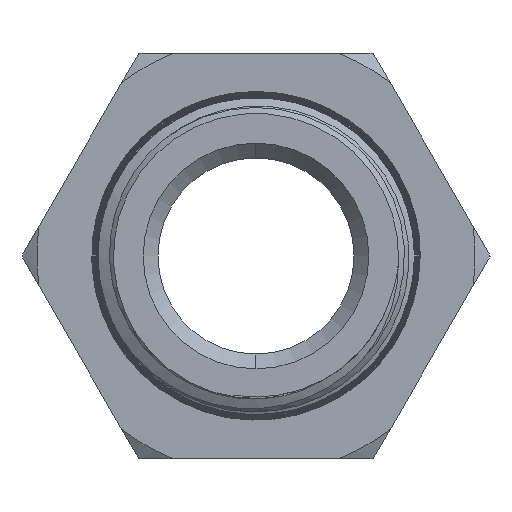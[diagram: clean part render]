
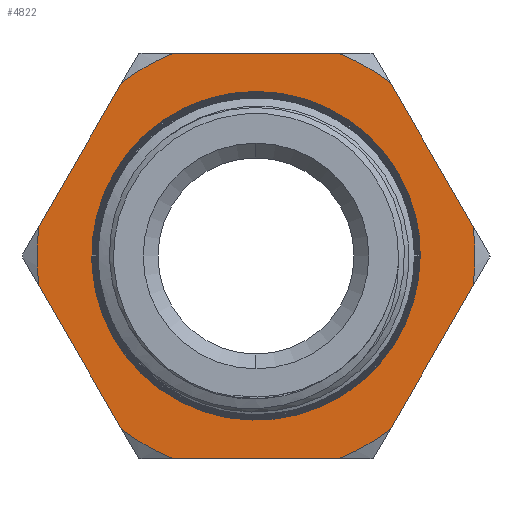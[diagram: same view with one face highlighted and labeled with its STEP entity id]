
A CAD part, left-side view. The second image highlights one B-rep face of the part: STEP entity #4822.
In plain terms, the highlighted planar face has unit normal (-1, 0, 0).
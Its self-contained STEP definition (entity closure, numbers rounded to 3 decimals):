
#277=CARTESIAN_POINT('',(-5.,0.,0.));
#278=DIRECTION('',(-1.,0.,0.));
#279=DIRECTION('',(0.,0.991,0.136));
#280=AXIS2_PLACEMENT_3D('',#277,#278,#279);
#303=CARTESIAN_POINT('',(-5.,0.,0.));
#304=DIRECTION('',(-1.,0.,0.));
#305=DIRECTION('',(0.,-0.991,-0.136));
#306=AXIS2_PLACEMENT_3D('',#303,#304,#305);
#423=CARTESIAN_POINT('',(-5.,0.,0.));
#424=DIRECTION('',(-1.,0.,0.));
#425=DIRECTION('',(0.,1.,0.));
#426=AXIS2_PLACEMENT_3D('',#423,#424,#425);
#428=CARTESIAN_POINT('',(-5.,0.,0.));
#429=DIRECTION('',(1.,0.,0.));
#430=DIRECTION('',(0.,1.,0.));
#431=AXIS2_PLACEMENT_3D('',#428,#429,#430);
#433=DIRECTION('',(0.,0.5,-0.866));
#434=VECTOR('',#433,16.725);
#435=CARTESIAN_POINT('',(-5.,13.572,17.492));
#436=LINE('',#435,#434);
#437=CARTESIAN_POINT('',(-5.,0.,0.));
#438=DIRECTION('',(-1.,0.,0.));
#439=DIRECTION('',(0.,0.378,0.926));
#440=AXIS2_PLACEMENT_3D('',#437,#438,#439);
#442=DIRECTION('',(0.,1.,0.));
#443=VECTOR('',#442,16.725);
#444=CARTESIAN_POINT('',(-5.,-8.362,20.5));
#445=LINE('',#444,#443);
#446=CARTESIAN_POINT('',(-5.,0.,0.));
#447=DIRECTION('',(-1.,0.,0.));
#448=DIRECTION('',(0.,-0.613,0.79));
#449=AXIS2_PLACEMENT_3D('',#446,#447,#448);
#451=DIRECTION('',(0.,0.5,0.866));
#452=VECTOR('',#451,16.725);
#453=CARTESIAN_POINT('',(-5.,-21.935,3.008));
#454=LINE('',#453,#452);
#455=DIRECTION('',(0.,-0.5,0.866));
#456=VECTOR('',#455,16.725);
#457=CARTESIAN_POINT('',(-5.,-13.572,-17.492));
#458=LINE('',#457,#456);
#459=CARTESIAN_POINT('',(-5.,0.,0.));
#460=DIRECTION('',(-1.,0.,0.));
#461=DIRECTION('',(0.,-0.378,-0.926));
#462=AXIS2_PLACEMENT_3D('',#459,#460,#461);
#464=DIRECTION('',(0.,-1.,0.));
#465=VECTOR('',#464,16.725);
#466=CARTESIAN_POINT('',(-5.,8.362,-20.5));
#467=LINE('',#466,#465);
#468=CARTESIAN_POINT('',(-5.,0.,0.));
#469=DIRECTION('',(-1.,0.,0.));
#470=DIRECTION('',(0.,0.613,-0.79));
#471=AXIS2_PLACEMENT_3D('',#468,#469,#470);
#473=DIRECTION('',(0.,-0.5,-0.866));
#474=VECTOR('',#473,16.725);
#475=CARTESIAN_POINT('',(-5.,21.935,-3.008));
#476=LINE('',#475,#474);
#4243=CARTESIAN_POINT('',(-5.,13.572,-17.492));
#4244=CARTESIAN_POINT('',(-5.,8.362,-20.5));
#4245=VERTEX_POINT('',#4243);
#4246=VERTEX_POINT('',#4244);
#4247=CARTESIAN_POINT('',(-5.,-8.362,-20.5));
#4248=CARTESIAN_POINT('',(-5.,-13.572,-17.492));
#4249=VERTEX_POINT('',#4247);
#4250=VERTEX_POINT('',#4248);
#4251=CARTESIAN_POINT('',(-5.,-13.572,17.492));
#4252=CARTESIAN_POINT('',(-5.,-8.362,20.5));
#4253=VERTEX_POINT('',#4251);
#4254=VERTEX_POINT('',#4252);
#4255=CARTESIAN_POINT('',(-5.,8.362,20.5));
#4256=CARTESIAN_POINT('',(-5.,13.572,17.492));
#4257=VERTEX_POINT('',#4255);
#4258=VERTEX_POINT('',#4256);
#4259=CARTESIAN_POINT('',(-5.,-21.935,-3.008));
#4260=VERTEX_POINT('',#4259);
#4261=CARTESIAN_POINT('',(-5.,-21.935,3.008));
#4262=VERTEX_POINT('',#4261);
#4263=CARTESIAN_POINT('',(-5.,21.935,3.008));
#4264=VERTEX_POINT('',#4263);
#4265=CARTESIAN_POINT('',(-5.,21.935,-3.008));
#4266=VERTEX_POINT('',#4265);
#4326=CARTESIAN_POINT('',(-5.,14.501,0.));
#4328=VERTEX_POINT('',#4326);
#4330=CARTESIAN_POINT('',(-5.,-14.501,0.));
#4332=VERTEX_POINT('',#4330);
#4795=CARTESIAN_POINT('',(-5.,0.,0.));
#4796=DIRECTION('',(-1.,0.,0.));
#4797=DIRECTION('',(0.,-1.,0.));
#4798=AXIS2_PLACEMENT_3D('',#4795,#4796,#4797);
#4799=PLANE('',#4798);
#4800=ORIENTED_EDGE('',*,*,#4621,.F.);
#4802=ORIENTED_EDGE('',*,*,#4801,.F.);
#4803=ORIENTED_EDGE('',*,*,#4605,.F.);
#4804=ORIENTED_EDGE('',*,*,#4712,.F.);
#4805=ORIENTED_EDGE('',*,*,#4682,.F.);
#4806=ORIENTED_EDGE('',*,*,#4743,.F.);
#4807=ORIENTED_EDGE('',*,*,#4666,.F.);
#4808=ORIENTED_EDGE('',*,*,#4774,.F.);
#4809=ORIENTED_EDGE('',*,*,#4650,.F.);
#4810=ORIENTED_EDGE('',*,*,#4584,.F.);
#4811=ORIENTED_EDGE('',*,*,#4636,.F.);
#4813=ORIENTED_EDGE('',*,*,#4812,.F.);
#4814=EDGE_LOOP('',(#4800,#4802,#4803,#4804,#4805,#4806,#4807,#4808,#4809,#4810,
#4811,#4813));
#4815=FACE_OUTER_BOUND('',#4814,.F.);
#4817=ORIENTED_EDGE('',*,*,#4816,.T.);
#4819=ORIENTED_EDGE('',*,*,#4818,.F.);
#4820=EDGE_LOOP('',(#4817,#4819));
#4821=FACE_BOUND('',#4820,.F.);
#281=CIRCLE('',#280,22.14);
#307=CIRCLE('',#306,22.14);
#427=CIRCLE('',#426,14.501);
#432=CIRCLE('',#431,14.501);
#441=CIRCLE('',#440,22.14);
#450=CIRCLE('',#449,22.14);
#463=CIRCLE('',#462,22.14);
#472=CIRCLE('',#471,22.14);
#4584=EDGE_CURVE('',#4246,#4249,#467,.T.);
#4605=EDGE_CURVE('',#4257,#4258,#441,.T.);
#4621=EDGE_CURVE('',#4264,#4266,#281,.T.);
#4636=EDGE_CURVE('',#4245,#4246,#472,.T.);
#4650=EDGE_CURVE('',#4249,#4250,#463,.T.);
#4666=EDGE_CURVE('',#4260,#4262,#307,.T.);
#4682=EDGE_CURVE('',#4253,#4254,#450,.T.);
#4712=EDGE_CURVE('',#4254,#4257,#445,.T.);
#4743=EDGE_CURVE('',#4262,#4253,#454,.T.);
#4774=EDGE_CURVE('',#4250,#4260,#458,.T.);
#4801=EDGE_CURVE('',#4258,#4264,#436,.T.);
#4812=EDGE_CURVE('',#4266,#4245,#476,.T.);
#4816=EDGE_CURVE('',#4328,#4332,#427,.T.);
#4818=EDGE_CURVE('',#4328,#4332,#432,.T.);
#4822=ADVANCED_FACE('',(#4815,#4821),#4799,.T.);
